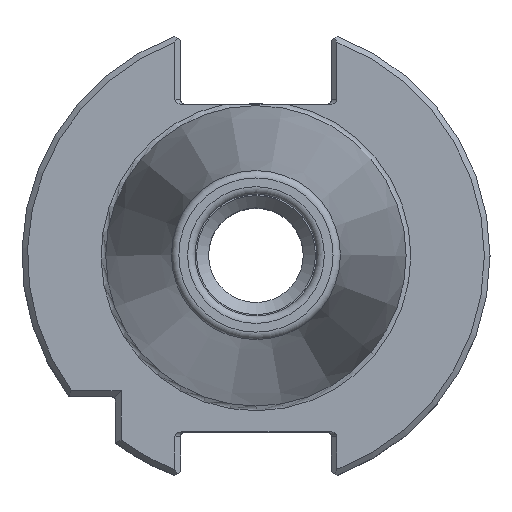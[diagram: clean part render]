
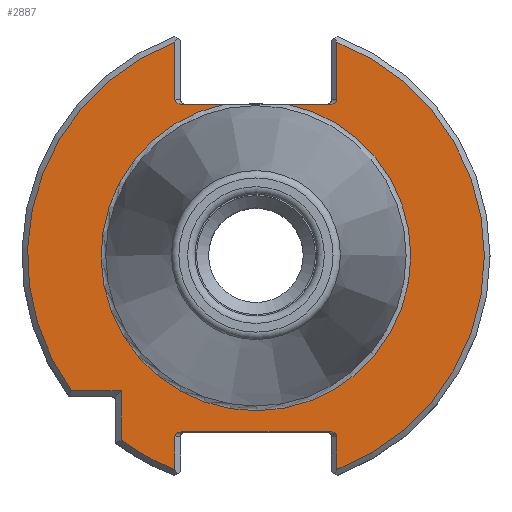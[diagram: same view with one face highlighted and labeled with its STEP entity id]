
A CAD part, top view. The second image highlights one B-rep face of the part: STEP entity #2887.
In plain terms, the highlighted planar face has unit normal (0, 0, 1).
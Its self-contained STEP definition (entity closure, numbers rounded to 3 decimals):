
#28=ELLIPSE('',#3083,0.707,0.5);
#29=ELLIPSE('',#3085,0.707,0.5);
#35=ELLIPSE('',#3114,0.707,0.5);
#36=ELLIPSE('',#3118,0.707,0.5);
#103=LINE('',#4339,#208);
#105=LINE('',#4348,#210);
#107=LINE('',#4364,#212);
#108=LINE('',#4373,#213);
#113=LINE('',#4392,#218);
#114=LINE('',#4396,#219);
#127=LINE('',#4448,#232);
#137=LINE('',#4498,#242);
#138=LINE('',#4499,#243);
#208=VECTOR('',#3544,1000.);
#210=VECTOR('',#3548,1000.);
#212=VECTOR('',#3556,1000.);
#213=VECTOR('',#3563,1000.);
#218=VECTOR('',#3578,1000.);
#219=VECTOR('',#3585,1000.);
#232=VECTOR('',#3622,1000.);
#242=VECTOR('',#3664,1000.);
#243=VECTOR('',#3665,1000.);
#360=PLANE('',#3117);
#901=ORIENTED_EDGE('',*,*,#1193,.T.);
#902=ORIENTED_EDGE('',*,*,#1192,.T.);
#903=ORIENTED_EDGE('',*,*,#1188,.T.);
#904=ORIENTED_EDGE('',*,*,#1214,.F.);
#905=ORIENTED_EDGE('',*,*,#1186,.T.);
#906=ORIENTED_EDGE('',*,*,#1184,.T.);
#907=ORIENTED_EDGE('',*,*,#1182,.T.);
#908=ORIENTED_EDGE('',*,*,#1181,.T.);
#909=ORIENTED_EDGE('',*,*,#1230,.T.);
#910=ORIENTED_EDGE('',*,*,#1234,.F.);
#911=ORIENTED_EDGE('',*,*,#1232,.F.);
#912=ORIENTED_EDGE('',*,*,#1235,.F.);
#913=ORIENTED_EDGE('',*,*,#1236,.T.);
#914=ORIENTED_EDGE('',*,*,#1194,.T.);
#915=ORIENTED_EDGE('',*,*,#1177,.T.);
#916=ORIENTED_EDGE('',*,*,#1176,.T.);
#917=ORIENTED_EDGE('',*,*,#1173,.T.);
#1173=EDGE_CURVE('',#1408,#1407,#103,.T.);
#1176=EDGE_CURVE('',#1409,#1408,#105,.T.);
#1177=EDGE_CURVE('',#1410,#1409,#1523,.T.);
#1181=EDGE_CURVE('',#1411,#1412,#107,.T.);
#1182=EDGE_CURVE('',#1413,#1411,#1524,.T.);
#1184=EDGE_CURVE('',#1414,#1413,#108,.T.);
#1186=EDGE_CURVE('',#1415,#1414,#28,.F.);
#1188=EDGE_CURVE('',#1416,#1417,#29,.F.);
#1192=EDGE_CURVE('',#1418,#1416,#113,.T.);
#1193=EDGE_CURVE('',#1407,#1418,#1525,.T.);
#1194=EDGE_CURVE('',#1419,#1410,#114,.T.);
#1214=EDGE_CURVE('',#1415,#1417,#127,.T.);
#1230=EDGE_CURVE('',#1412,#1438,#35,.F.);
#1232=EDGE_CURVE('',#1439,#1440,#1529,.T.);
#1234=EDGE_CURVE('',#1440,#1438,#137,.T.);
#1235=EDGE_CURVE('',#1441,#1439,#138,.T.);
#1236=EDGE_CURVE('',#1441,#1419,#36,.F.);
#1407=VERTEX_POINT('',#4338);
#1408=VERTEX_POINT('',#4340);
#1409=VERTEX_POINT('',#4347);
#1410=VERTEX_POINT('',#4351);
#1411=VERTEX_POINT('',#4361);
#1412=VERTEX_POINT('',#4363);
#1413=VERTEX_POINT('',#4367);
#1414=VERTEX_POINT('',#4374);
#1415=VERTEX_POINT('',#4378);
#1416=VERTEX_POINT('',#4382);
#1417=VERTEX_POINT('',#4383);
#1418=VERTEX_POINT('',#4391);
#1419=VERTEX_POINT('',#4397);
#1438=VERTEX_POINT('',#4486);
#1439=VERTEX_POINT('',#4490);
#1440=VERTEX_POINT('',#4491);
#1441=VERTEX_POINT('',#4500);
#1523=CIRCLE('',#3077,24.4);
#1524=CIRCLE('',#3080,24.4);
#1525=CIRCLE('',#3088,24.4);
#1529=CIRCLE('',#3116,16.543);
#1685=EDGE_LOOP('',(#901,#902,#903,#904,#905,#906,#907,#908,#909,#910,#911,
#912,#913,#914,#915,#916,#917));
#1853=FACE_BOUND('',#1685,.T.);
#2887=ADVANCED_FACE('',(#1853),#360,.T.);
#3077=AXIS2_PLACEMENT_3D('',#4350,#3551,#3552);
#3080=AXIS2_PLACEMENT_3D('',#4366,#3559,#3560);
#3083=AXIS2_PLACEMENT_3D('',#4377,#3567,#3568);
#3085=AXIS2_PLACEMENT_3D('',#4381,#3572,#3573);
#3088=AXIS2_PLACEMENT_3D('',#4394,#3581,#3582);
#3114=AXIS2_PLACEMENT_3D('',#4485,#3655,#3656);
#3116=AXIS2_PLACEMENT_3D('',#4489,#3660,#3661);
#3117=AXIS2_PLACEMENT_3D('',#4497,#3662,#3663);
#3118=AXIS2_PLACEMENT_3D('',#4501,#3666,#3667);
#3544=DIRECTION('',(0.,-1.,0.));
#3548=DIRECTION('',(1.,0.,0.));
#3551=DIRECTION('',(0.,0.,1.));
#3552=DIRECTION('',(1.,0.,0.));
#3556=DIRECTION('',(0.,-1.,0.));
#3559=DIRECTION('',(0.,0.,1.));
#3560=DIRECTION('',(1.,0.,0.));
#3563=DIRECTION('',(0.,-1.,0.));
#3567=DIRECTION('',(0.,0.,1.));
#3568=DIRECTION('',(1.,0.,0.));
#3572=DIRECTION('',(0.,0.,1.));
#3573=DIRECTION('',(1.,0.,0.));
#3578=DIRECTION('',(0.,1.,0.));
#3581=DIRECTION('',(0.,0.,1.));
#3582=DIRECTION('',(1.,0.,0.));
#3585=DIRECTION('',(0.,1.,0.));
#3622=DIRECTION('',(-1.,0.,0.));
#3655=DIRECTION('',(0.,0.,1.));
#3656=DIRECTION('',(-1.,0.,0.));
#3660=DIRECTION('',(0.,0.,1.));
#3661=DIRECTION('',(1.,0.,0.));
#3662=DIRECTION('',(0.,0.,1.));
#3663=DIRECTION('',(1.,0.,0.));
#3664=DIRECTION('',(1.,0.,0.));
#3665=DIRECTION('',(1.,0.,0.));
#3666=DIRECTION('',(0.,0.,1.));
#3667=DIRECTION('',(-1.,0.,0.));
#4338=CARTESIAN_POINT('',(-14.4,-19.698,-3.2));
#4339=CARTESIAN_POINT('',(-14.4,-20.187,-3.2));
#4340=CARTESIAN_POINT('',(-14.4,-14.4,-3.2));
#4347=CARTESIAN_POINT('',(-19.698,-14.4,-3.2));
#4348=CARTESIAN_POINT('',(-15.,-14.4,-3.2));
#4350=CARTESIAN_POINT('',(0.,0.,-3.2));
#4351=CARTESIAN_POINT('',(-8.65,22.815,-3.2));
#4361=CARTESIAN_POINT('',(8.65,22.815,-3.2));
#4363=CARTESIAN_POINT('',(8.65,16.7,-3.2));
#4364=CARTESIAN_POINT('',(8.65,16.2,-3.2));
#4366=CARTESIAN_POINT('',(0.,0.,-3.2));
#4367=CARTESIAN_POINT('',(8.65,-22.815,-3.2));
#4373=CARTESIAN_POINT('',(8.65,-23.827,-3.2));
#4374=CARTESIAN_POINT('',(8.65,-19.3,-3.2));
#4377=CARTESIAN_POINT('',(7.943,-19.3,-3.2));
#4378=CARTESIAN_POINT('',(7.943,-18.8,-3.2));
#4381=CARTESIAN_POINT('',(-7.943,-19.3,-3.2));
#4382=CARTESIAN_POINT('',(-8.65,-19.3,-3.2));
#4383=CARTESIAN_POINT('',(-7.943,-18.8,-3.2));
#4391=CARTESIAN_POINT('',(-8.65,-22.815,-3.2));
#4392=CARTESIAN_POINT('',(-8.65,-18.8,-3.2));
#4394=CARTESIAN_POINT('',(0.,0.,-3.2));
#4396=CARTESIAN_POINT('',(-8.65,23.827,-3.2));
#4397=CARTESIAN_POINT('',(-8.65,16.7,-3.2));
#4448=CARTESIAN_POINT('',(8.05,-18.8,-3.2));
#4485=CARTESIAN_POINT('',(7.943,16.7,-3.2));
#4486=CARTESIAN_POINT('',(7.943,16.2,-3.2));
#4489=CARTESIAN_POINT('',(0.,0.,-3.2));
#4490=CARTESIAN_POINT('',(-3.35,16.2,-3.2));
#4491=CARTESIAN_POINT('',(3.35,16.2,-3.2));
#4497=CARTESIAN_POINT('',(16.543,0.,-3.2));
#4498=CARTESIAN_POINT('',(-8.05,16.2,-3.2));
#4499=CARTESIAN_POINT('',(-8.05,16.2,-3.2));
#4500=CARTESIAN_POINT('',(-7.943,16.2,-3.2));
#4501=CARTESIAN_POINT('',(-7.943,16.7,-3.2));
